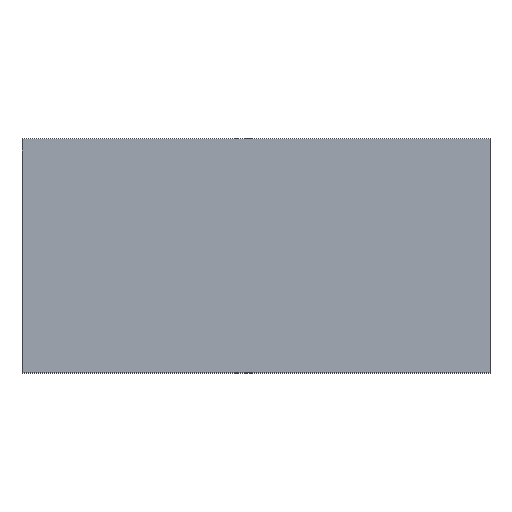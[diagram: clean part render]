
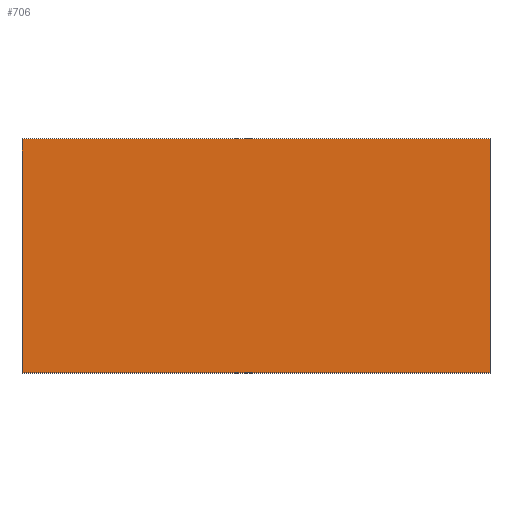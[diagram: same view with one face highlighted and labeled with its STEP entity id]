
A CAD part, top view. The second image highlights one B-rep face of the part: STEP entity #706.
In plain terms, the highlighted planar face has unit normal (0, 0, 1).
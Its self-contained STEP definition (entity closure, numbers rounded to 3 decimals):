
#13 = EDGE_CURVE ( 'NONE', #410, #265, #704, .T. ) ;
#34 = EDGE_CURVE ( 'NONE', #62, #584, #150, .T. ) ;
#62 = VERTEX_POINT ( 'NONE', #427 ) ;
#63 = PLANE ( 'NONE',  #307 ) ;
#101 = EDGE_LOOP ( 'NONE', ( #723, #603, #516, #569 ) ) ;
#150 = LINE ( 'NONE', #372, #291 ) ;
#151 = LINE ( 'NONE', #251, #159 ) ;
#159 = VECTOR ( 'NONE', #370, 1000. ) ;
#205 = CARTESIAN_POINT ( 'NONE',  ( 40., -11.712, 10. ) ) ;
#247 = CARTESIAN_POINT ( 'NONE',  ( 40., 28.288, 10. ) ) ;
#250 = CARTESIAN_POINT ( 'NONE',  ( 0., 0., 10. ) ) ;
#251 = CARTESIAN_POINT ( 'NONE',  ( -40., -11.712, 10. ) ) ;
#265 = VERTEX_POINT ( 'NONE', #247 ) ;
#291 = VECTOR ( 'NONE', #535, 1000. ) ;
#307 = AXIS2_PLACEMENT_3D ( 'NONE', #250, #418, #511 ) ;
#321 = DIRECTION ( 'NONE',  ( 0., 1., 0. ) ) ;
#323 = CARTESIAN_POINT ( 'NONE',  ( 40., -11.712, 10. ) ) ;
#370 = DIRECTION ( 'NONE',  ( 1., 0., 0. ) ) ;
#372 = CARTESIAN_POINT ( 'NONE',  ( -40., -11.712, 10. ) ) ;
#373 = CARTESIAN_POINT ( 'NONE',  ( -40., 28.288, 10. ) ) ;
#382 = EDGE_CURVE ( 'NONE', #265, #62, #472, .T. ) ;
#387 = VECTOR ( 'NONE', #321, 1000. ) ;
#410 = VERTEX_POINT ( 'NONE', #205 ) ;
#418 = DIRECTION ( 'NONE',  ( 0., 0., -1. ) ) ;
#427 = CARTESIAN_POINT ( 'NONE',  ( -40., 28.288, 10. ) ) ;
#472 = LINE ( 'NONE', #373, #601 ) ;
#477 = EDGE_CURVE ( 'NONE', #584, #410, #151, .T. ) ;
#511 = DIRECTION ( 'NONE',  ( -1., 0., 0. ) ) ;
#516 = ORIENTED_EDGE ( 'NONE', *, *, #34, .T. ) ;
#535 = DIRECTION ( 'NONE',  ( 0., -1., 0. ) ) ;
#569 = ORIENTED_EDGE ( 'NONE', *, *, #477, .T. ) ;
#584 = VERTEX_POINT ( 'NONE', #620 ) ;
#586 = FACE_OUTER_BOUND ( 'NONE', #101, .T. ) ;
#593 = DIRECTION ( 'NONE',  ( -1., 0., 0. ) ) ;
#601 = VECTOR ( 'NONE', #593, 1000. ) ;
#603 = ORIENTED_EDGE ( 'NONE', *, *, #382, .T. ) ;
#620 = CARTESIAN_POINT ( 'NONE',  ( -40., -11.712, 10. ) ) ;
#704 = LINE ( 'NONE', #323, #387 ) ;
#706 = ADVANCED_FACE ( 'NONE', ( #586 ), #63, .F. ) ;
#723 = ORIENTED_EDGE ( 'NONE', *, *, #13, .T. ) ;
